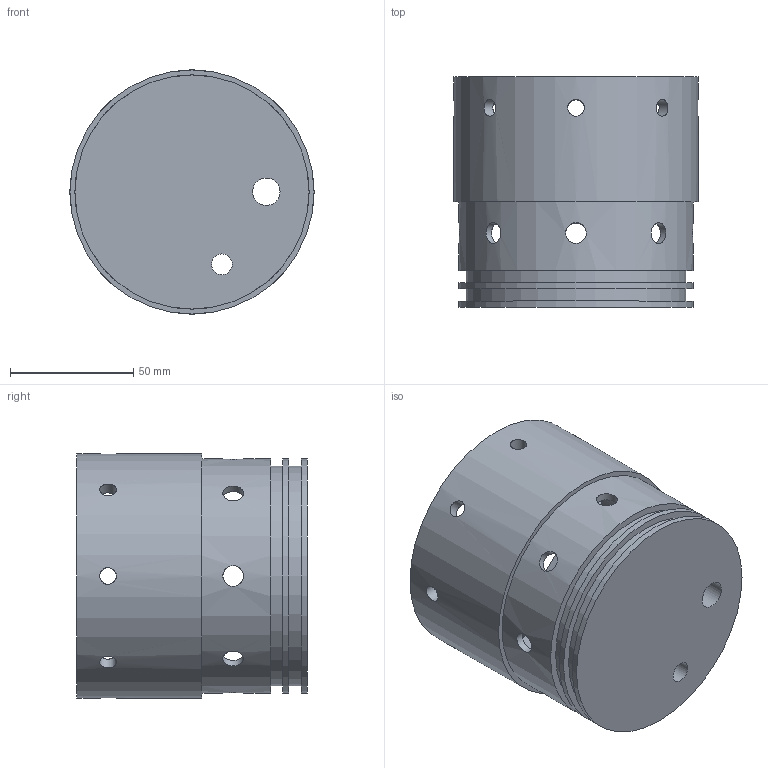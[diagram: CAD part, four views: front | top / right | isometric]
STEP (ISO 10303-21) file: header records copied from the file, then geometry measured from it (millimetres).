
FILE_DESCRIPTION(/* description */ ('STEP AP214','CAx-IF Rec.Pracs.---Representation and Presentation of Product Manufacturing Information (PMI)---4.0---2014-10-13'),/* implementation_level */ '2;1');
FILE_NAME(/* name */ 'INRG FU 200S NEW ONE PIECE.step',/* time_stamp */ '2024-12-23T21:45:01-08:00',/* author */ (''),/* organization */ (''),/* preprocessor_version */ 'ST-DEVELOPER v20',/* originating_system */ 'Autodesk Translation Framework v13.20.0.188',/* authorisation */ '');
FILE_SCHEMA (('AP242_MANAGED_MODEL_BASED_3D_ENGINEERING_MIM_LF { 1 0 10303 442 1 1 4 }'));
Length unit declared in the file: inch
Products named in the file (1): INRG-200S-8X3125C-8X250C Interface Ring, Tank, Mojave Sphinx
Bounding box: 99.06 x 93.55 x 99.06 mm (x, y, z)
Volume: 189280 mm3; surface area: 69962 mm2
Topology: 1 solids, 1 shells, 35 faces, 98 edges, 68 vertices
Faces by surface type: cylinder 26, plane 9
Full cylindrical faces by diameter (mm): 6.756 x8, 8.433 x9, 11.125 x1, 82.296 x1, 88.9 x1, 89.154 x2, 94.996 x3, 99.06 x1
Entity records: 2242 total; most frequent: CARTESIAN_POINT 1276, ORIENTED_EDGE 196, DIRECTION 142, EDGE_CURVE 98, EDGE_LOOP 74, VERTEX_POINT 68, AXIS2_PLACEMENT_3D 56, B_SPLINE_CURVE_WITH_KNOTS 48
